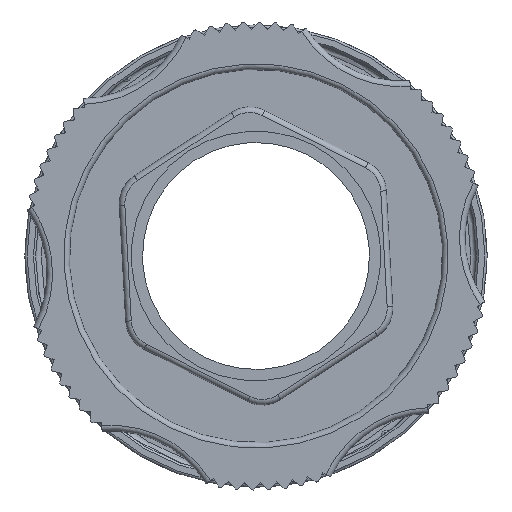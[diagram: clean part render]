
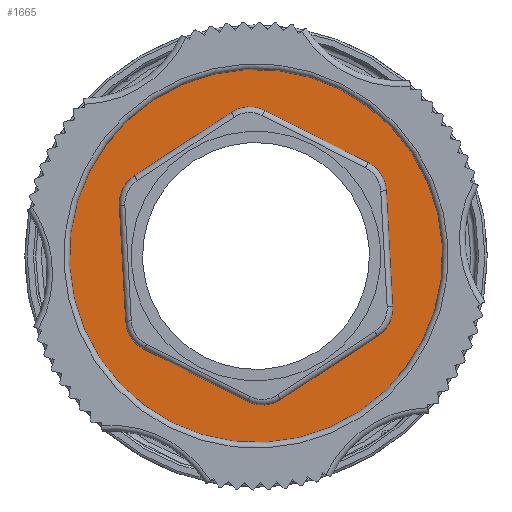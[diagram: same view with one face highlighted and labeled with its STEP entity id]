
A CAD part, front view. The second image highlights one B-rep face of the part: STEP entity #1665.
In plain terms, the highlighted planar face has unit normal (0, -1, 0).
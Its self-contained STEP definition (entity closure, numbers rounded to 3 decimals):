
#325=FACE_BOUND('',#2745,.T.);
#326=FACE_BOUND('',#2746,.T.);
#384=PLANE('',#9021);
#646=LINE('',#12701,#1201);
#647=LINE('',#12705,#1202);
#648=LINE('',#12709,#1203);
#649=LINE('',#12713,#1204);
#650=LINE('',#12717,#1205);
#651=LINE('',#12721,#1206);
#1201=VECTOR('',#10118,1.);
#1202=VECTOR('',#10121,1.);
#1203=VECTOR('',#10124,1.);
#1204=VECTOR('',#10127,1.);
#1205=VECTOR('',#10130,1.);
#1206=VECTOR('',#10133,1.);
#1665=ADVANCED_FACE('',(#325,#326),#384,.F.);
#2745=EDGE_LOOP('',(#3944));
#2746=EDGE_LOOP('',(#3945,#3946,#3947,#3948,#3949,#3950,#3951,#3952,#3953,
#3954,#3955,#3956));
#3289=CIRCLE('',#8966,16.75);
#3336=CIRCLE('',#9015,3.);
#3337=CIRCLE('',#9016,3.);
#3338=CIRCLE('',#9017,3.);
#3339=CIRCLE('',#9018,3.);
#3340=CIRCLE('',#9019,3.);
#3341=CIRCLE('',#9020,3.);
#3944=ORIENTED_EDGE('',*,*,#7264,.T.);
#3945=ORIENTED_EDGE('',*,*,#7406,.F.);
#3946=ORIENTED_EDGE('',*,*,#7407,.F.);
#3947=ORIENTED_EDGE('',*,*,#7408,.F.);
#3948=ORIENTED_EDGE('',*,*,#7409,.F.);
#3949=ORIENTED_EDGE('',*,*,#7410,.F.);
#3950=ORIENTED_EDGE('',*,*,#7411,.F.);
#3951=ORIENTED_EDGE('',*,*,#7412,.F.);
#3952=ORIENTED_EDGE('',*,*,#7413,.F.);
#3953=ORIENTED_EDGE('',*,*,#7414,.F.);
#3954=ORIENTED_EDGE('',*,*,#7415,.F.);
#3955=ORIENTED_EDGE('',*,*,#7416,.F.);
#3956=ORIENTED_EDGE('',*,*,#7417,.F.);
#6392=VERTEX_POINT('',#12415);
#6532=VERTEX_POINT('',#12699);
#6533=VERTEX_POINT('',#12700);
#6534=VERTEX_POINT('',#12702);
#6535=VERTEX_POINT('',#12704);
#6536=VERTEX_POINT('',#12706);
#6537=VERTEX_POINT('',#12708);
#6538=VERTEX_POINT('',#12710);
#6539=VERTEX_POINT('',#12712);
#6540=VERTEX_POINT('',#12714);
#6541=VERTEX_POINT('',#12716);
#6542=VERTEX_POINT('',#12718);
#6543=VERTEX_POINT('',#12720);
#7264=EDGE_CURVE('',#6392,#6392,#3289,.T.);
#7406=EDGE_CURVE('',#6532,#6533,#3336,.T.);
#7407=EDGE_CURVE('',#6534,#6532,#646,.T.);
#7408=EDGE_CURVE('',#6535,#6534,#3337,.T.);
#7409=EDGE_CURVE('',#6536,#6535,#647,.T.);
#7410=EDGE_CURVE('',#6537,#6536,#3338,.T.);
#7411=EDGE_CURVE('',#6538,#6537,#648,.T.);
#7412=EDGE_CURVE('',#6539,#6538,#3339,.T.);
#7413=EDGE_CURVE('',#6540,#6539,#649,.T.);
#7414=EDGE_CURVE('',#6541,#6540,#3340,.T.);
#7415=EDGE_CURVE('',#6542,#6541,#650,.T.);
#7416=EDGE_CURVE('',#6543,#6542,#3341,.T.);
#7417=EDGE_CURVE('',#6533,#6543,#651,.T.);
#8966=AXIS2_PLACEMENT_3D('',#12414,#9923,#9924);
#9015=AXIS2_PLACEMENT_3D('',#12698,#10116,#10117);
#9016=AXIS2_PLACEMENT_3D('',#12703,#10119,#10120);
#9017=AXIS2_PLACEMENT_3D('',#12707,#10122,#10123);
#9018=AXIS2_PLACEMENT_3D('',#12711,#10125,#10126);
#9019=AXIS2_PLACEMENT_3D('',#12715,#10128,#10129);
#9020=AXIS2_PLACEMENT_3D('',#12719,#10131,#10132);
#9021=AXIS2_PLACEMENT_3D('',#12722,#10134,#10135);
#9923=DIRECTION('',(0.,-1.,0.));
#9924=DIRECTION('',(0.837,0.,0.547));
#10116=DIRECTION('',(0.,-1.,0.));
#10117=DIRECTION('',(0.998,0.,0.055));
#10118=DIRECTION('',(0.055,0.,-0.998));
#10119=DIRECTION('',(0.,-1.,0.));
#10120=DIRECTION('',(0.547,0.,-0.837));
#10121=DIRECTION('',(-0.837,0.,-0.547));
#10122=DIRECTION('',(0.,-1.,0.));
#10123=DIRECTION('',(-0.452,0.,-0.892));
#10124=DIRECTION('',(-0.892,0.,0.452));
#10125=DIRECTION('',(0.,-1.,0.));
#10126=DIRECTION('',(-0.998,0.,-0.055));
#10127=DIRECTION('',(-0.055,0.,0.998));
#10128=DIRECTION('',(0.,-1.,0.));
#10129=DIRECTION('',(-0.547,0.,0.837));
#10130=DIRECTION('',(0.837,0.,0.547));
#10131=DIRECTION('',(0.,-1.,0.));
#10132=DIRECTION('',(0.452,0.,0.892));
#10133=DIRECTION('',(0.892,0.,-0.452));
#10134=DIRECTION('',(0.,1.,0.));
#10135=DIRECTION('',(-0.837,0.,-0.547));
#12414=CARTESIAN_POINT('',(0.,-6.5,0.));
#12415=CARTESIAN_POINT('',(-14.023,-6.5,-9.161));
#12698=CARTESIAN_POINT('',(-8.7,-6.5,-5.684));
#12699=CARTESIAN_POINT('',(-11.696,-6.5,-5.849));
#12700=CARTESIAN_POINT('',(-10.055,-6.5,-8.361));
#12701=CARTESIAN_POINT('',(-12.125,-6.5,1.933));
#12702=CARTESIAN_POINT('',(-12.268,-6.5,4.527));
#12703=CARTESIAN_POINT('',(-9.273,-6.5,4.693));
#12704=CARTESIAN_POINT('',(-10.913,-6.5,7.204));
#12705=CARTESIAN_POINT('',(-4.388,-6.5,11.467));
#12706=CARTESIAN_POINT('',(-2.213,-6.5,12.888));
#12707=CARTESIAN_POINT('',(-0.572,-6.5,10.377));
#12708=CARTESIAN_POINT('',(0.782,-6.5,13.053));
#12709=CARTESIAN_POINT('',(7.737,-6.5,9.534));
#12710=CARTESIAN_POINT('',(10.055,-6.5,8.361));
#12711=CARTESIAN_POINT('',(8.7,-6.5,5.684));
#12712=CARTESIAN_POINT('',(11.696,-6.5,5.849));
#12713=CARTESIAN_POINT('',(12.125,-6.5,-1.933));
#12714=CARTESIAN_POINT('',(12.268,-6.5,-4.527));
#12715=CARTESIAN_POINT('',(9.273,-6.5,-4.693));
#12716=CARTESIAN_POINT('',(10.913,-6.5,-7.204));
#12717=CARTESIAN_POINT('',(4.388,-6.5,-11.467));
#12718=CARTESIAN_POINT('',(2.213,-6.5,-12.888));
#12719=CARTESIAN_POINT('',(0.572,-6.5,-10.377));
#12720=CARTESIAN_POINT('',(-0.782,-6.5,-13.053));
#12721=CARTESIAN_POINT('',(-7.737,-6.5,-9.534));
#12722=CARTESIAN_POINT('',(0.,-6.5,0.));
